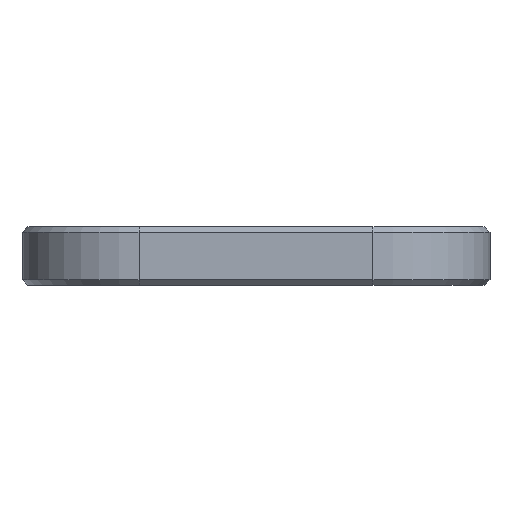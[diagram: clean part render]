
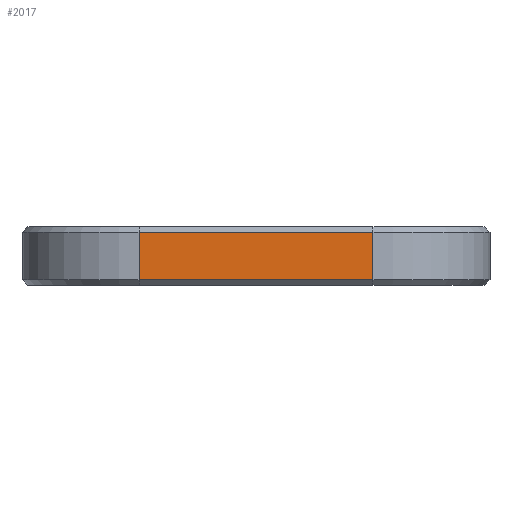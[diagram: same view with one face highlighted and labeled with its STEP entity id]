
A CAD part, front view. The second image highlights one B-rep face of the part: STEP entity #2017.
In plain terms, the highlighted planar face has unit normal (0, -1, 0).
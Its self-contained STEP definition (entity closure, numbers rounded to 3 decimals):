
#158 = PLANE('',#159);
#159 = AXIS2_PLACEMENT_3D('',#160,#161,#162);
#160 = CARTESIAN_POINT('',(0.,-6.1,0.15));
#161 = DIRECTION('',(0.,-0.707,-0.707
    ));
#162 = DIRECTION('',(-1.,0.,0.));
#817 = VERTEX_POINT('',#818);
#818 = CARTESIAN_POINT('',(12.5,-6.25,0.3));
#854 = CYLINDRICAL_SURFACE('',#855,6.25);
#855 = AXIS2_PLACEMENT_3D('',#856,#857,#858);
#856 = CARTESIAN_POINT('',(12.5,0.,0.));
#857 = DIRECTION('',(-0.,-0.,-1.));
#858 = DIRECTION('',(1.,0.,0.));
#926 = VERTEX_POINT('',#927);
#927 = CARTESIAN_POINT('',(0.,-6.25,0.3));
#948 = EDGE_CURVE('',#926,#817,#949,.T.);
#949 = SURFACE_CURVE('',#950,(#954,#961),.PCURVE_S1.);
#950 = LINE('',#951,#952);
#951 = CARTESIAN_POINT('',(0.,-6.25,0.3));
#952 = VECTOR('',#953,1.);
#953 = DIRECTION('',(1.,0.,0.));
#954 = PCURVE('',#158,#955);
#955 = DEFINITIONAL_REPRESENTATION('',(#956),#960);
#956 = LINE('',#957,#958);
#957 = CARTESIAN_POINT('',(0.,-0.212));
#958 = VECTOR('',#959,1.);
#959 = DIRECTION('',(-1.,0.));
#960 = ( GEOMETRIC_REPRESENTATION_CONTEXT(2) 
PARAMETRIC_REPRESENTATION_CONTEXT() REPRESENTATION_CONTEXT('2D SPACE',''
  ) );
#961 = PCURVE('',#962,#967);
#962 = PLANE('',#963);
#963 = AXIS2_PLACEMENT_3D('',#964,#965,#966);
#964 = CARTESIAN_POINT('',(0.,-6.25,0.));
#965 = DIRECTION('',(0.,1.,0.));
#966 = DIRECTION('',(1.,0.,0.));
#967 = DEFINITIONAL_REPRESENTATION('',(#968),#972);
#968 = LINE('',#969,#970);
#969 = CARTESIAN_POINT('',(0.,-0.3));
#970 = VECTOR('',#971,1.);
#971 = DIRECTION('',(1.,0.));
#972 = ( GEOMETRIC_REPRESENTATION_CONTEXT(2) 
PARAMETRIC_REPRESENTATION_CONTEXT() REPRESENTATION_CONTEXT('2D SPACE',''
  ) );
#995 = CYLINDRICAL_SURFACE('',#996,6.25);
#996 = AXIS2_PLACEMENT_3D('',#997,#998,#999);
#997 = CARTESIAN_POINT('',(0.,0.,0.));
#998 = DIRECTION('',(-0.,-0.,-1.));
#999 = DIRECTION('',(1.,0.,0.));
#1912 = EDGE_CURVE('',#817,#1913,#1915,.T.);
#1913 = VERTEX_POINT('',#1914);
#1914 = CARTESIAN_POINT('',(12.5,-6.25,2.825));
#1915 = SURFACE_CURVE('',#1916,(#1920,#1927),.PCURVE_S1.);
#1916 = LINE('',#1917,#1918);
#1917 = CARTESIAN_POINT('',(12.5,-6.25,0.));
#1918 = VECTOR('',#1919,1.);
#1919 = DIRECTION('',(0.,0.,1.));
#1920 = PCURVE('',#854,#1921);
#1921 = DEFINITIONAL_REPRESENTATION('',(#1922),#1926);
#1922 = LINE('',#1923,#1924);
#1923 = CARTESIAN_POINT('',(-4.712,0.));
#1924 = VECTOR('',#1925,1.);
#1925 = DIRECTION('',(-0.,-1.));
#1926 = ( GEOMETRIC_REPRESENTATION_CONTEXT(2) 
PARAMETRIC_REPRESENTATION_CONTEXT() REPRESENTATION_CONTEXT('2D SPACE',''
  ) );
#1927 = PCURVE('',#962,#1928);
#1928 = DEFINITIONAL_REPRESENTATION('',(#1929),#1933);
#1929 = LINE('',#1930,#1931);
#1930 = CARTESIAN_POINT('',(12.5,0.));
#1931 = VECTOR('',#1932,1.);
#1932 = DIRECTION('',(0.,-1.));
#1933 = ( GEOMETRIC_REPRESENTATION_CONTEXT(2) 
PARAMETRIC_REPRESENTATION_CONTEXT() REPRESENTATION_CONTEXT('2D SPACE',''
  ) );
#2017 = ADVANCED_FACE('',(#2018),#962,.F.);
#2018 = FACE_BOUND('',#2019,.F.);
#2019 = EDGE_LOOP('',(#2020,#2043,#2069,#2070));
#2020 = ORIENTED_EDGE('',*,*,#2021,.T.);
#2021 = EDGE_CURVE('',#926,#2022,#2024,.T.);
#2022 = VERTEX_POINT('',#2023);
#2023 = CARTESIAN_POINT('',(0.,-6.25,2.825));
#2024 = SURFACE_CURVE('',#2025,(#2029,#2036),.PCURVE_S1.);
#2025 = LINE('',#2026,#2027);
#2026 = CARTESIAN_POINT('',(0.,-6.25,0.));
#2027 = VECTOR('',#2028,1.);
#2028 = DIRECTION('',(0.,0.,1.));
#2029 = PCURVE('',#962,#2030);
#2030 = DEFINITIONAL_REPRESENTATION('',(#2031),#2035);
#2031 = LINE('',#2032,#2033);
#2032 = CARTESIAN_POINT('',(0.,0.));
#2033 = VECTOR('',#2034,1.);
#2034 = DIRECTION('',(0.,-1.));
#2035 = ( GEOMETRIC_REPRESENTATION_CONTEXT(2) 
PARAMETRIC_REPRESENTATION_CONTEXT() REPRESENTATION_CONTEXT('2D SPACE',''
  ) );
#2036 = PCURVE('',#995,#2037);
#2037 = DEFINITIONAL_REPRESENTATION('',(#2038),#2042);
#2038 = LINE('',#2039,#2040);
#2039 = CARTESIAN_POINT('',(-4.712,0.));
#2040 = VECTOR('',#2041,1.);
#2041 = DIRECTION('',(-0.,-1.));
#2042 = ( GEOMETRIC_REPRESENTATION_CONTEXT(2) 
PARAMETRIC_REPRESENTATION_CONTEXT() REPRESENTATION_CONTEXT('2D SPACE',''
  ) );
#2043 = ORIENTED_EDGE('',*,*,#2044,.T.);
#2044 = EDGE_CURVE('',#2022,#1913,#2045,.T.);
#2045 = SURFACE_CURVE('',#2046,(#2050,#2057),.PCURVE_S1.);
#2046 = LINE('',#2047,#2048);
#2047 = CARTESIAN_POINT('',(0.,-6.25,2.825));
#2048 = VECTOR('',#2049,1.);
#2049 = DIRECTION('',(1.,0.,0.));
#2050 = PCURVE('',#962,#2051);
#2051 = DEFINITIONAL_REPRESENTATION('',(#2052),#2056);
#2052 = LINE('',#2053,#2054);
#2053 = CARTESIAN_POINT('',(0.,-2.825));
#2054 = VECTOR('',#2055,1.);
#2055 = DIRECTION('',(1.,0.));
#2056 = ( GEOMETRIC_REPRESENTATION_CONTEXT(2) 
PARAMETRIC_REPRESENTATION_CONTEXT() REPRESENTATION_CONTEXT('2D SPACE',''
  ) );
#2057 = PCURVE('',#2058,#2063);
#2058 = PLANE('',#2059);
#2059 = AXIS2_PLACEMENT_3D('',#2060,#2061,#2062);
#2060 = CARTESIAN_POINT('',(0.,-6.1,2.975));
#2061 = DIRECTION('',(0.,0.707,-0.707));
#2062 = DIRECTION('',(-1.,-0.,-0.));
#2063 = DEFINITIONAL_REPRESENTATION('',(#2064),#2068);
#2064 = LINE('',#2065,#2066);
#2065 = CARTESIAN_POINT('',(-0.,-0.212));
#2066 = VECTOR('',#2067,1.);
#2067 = DIRECTION('',(-1.,0.));
#2068 = ( GEOMETRIC_REPRESENTATION_CONTEXT(2) 
PARAMETRIC_REPRESENTATION_CONTEXT() REPRESENTATION_CONTEXT('2D SPACE',''
  ) );
#2069 = ORIENTED_EDGE('',*,*,#1912,.F.);
#2070 = ORIENTED_EDGE('',*,*,#948,.F.);
